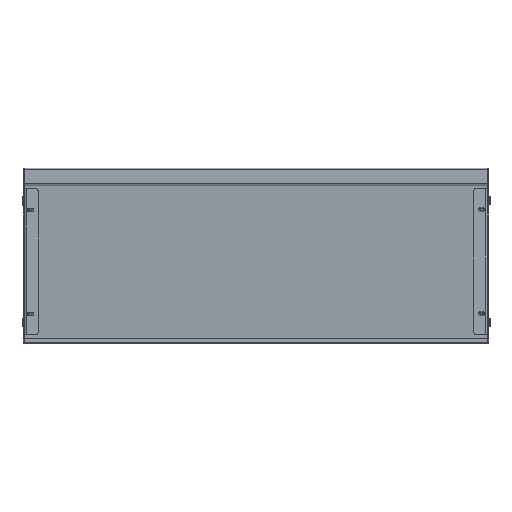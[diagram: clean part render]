
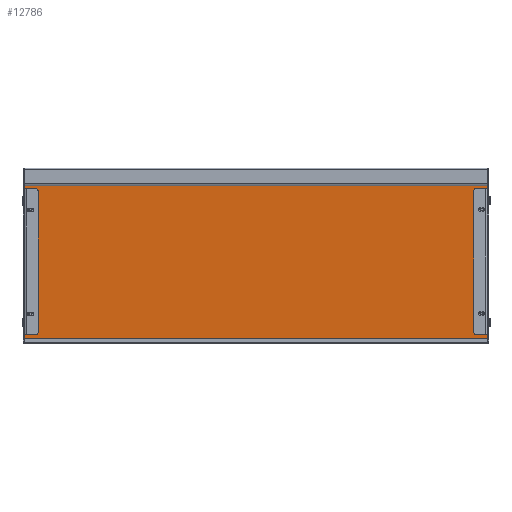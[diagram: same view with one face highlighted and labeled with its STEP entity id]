
A CAD part, front view. The second image highlights one B-rep face of the part: STEP entity #12786.
In plain terms, the highlighted planar face has unit normal (0, -0.998, -0.063).
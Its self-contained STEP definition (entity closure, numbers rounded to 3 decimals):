
#240 = DIRECTION ( 'NONE',  ( 0., -0.063, 0.998 ) ) ;
#287 = EDGE_CURVE ( 'NONE', #2354, #6867, #7743, .T. ) ;
#1442 = DIRECTION ( 'NONE',  ( 0., 0.063, -0.998 ) ) ;
#1805 = DIRECTION ( 'NONE',  ( 0., -0.998, -0.063 ) ) ;
#2354 = VERTEX_POINT ( 'NONE', #6777 ) ;
#2866 = PLANE ( 'NONE',  #7358 ) ;
#3314 = ORIENTED_EDGE ( 'NONE', *, *, #3318, .F. ) ;
#3318 = EDGE_CURVE ( 'NONE', #5909, #2354, #7869, .T. ) ;
#3403 = ORIENTED_EDGE ( 'NONE', *, *, #8276, .F. ) ;
#3783 = EDGE_LOOP ( 'NONE', ( #8638, #3314, #7043, #3403 ) ) ;
#4380 = CARTESIAN_POINT ( 'NONE',  ( -401.5, 18.097, -1.5 ) ) ;
#4551 = CARTESIAN_POINT ( 'NONE',  ( 401.5, 36.972, -300.68 ) ) ;
#4658 = CARTESIAN_POINT ( 'NONE',  ( 401.5, 37.174, -303.88 ) ) ;
#4914 = VECTOR ( 'NONE', #240, 1000. ) ;
#5616 = CARTESIAN_POINT ( 'NONE',  ( 401.5, 36.972, -300.68 ) ) ;
#5909 = VERTEX_POINT ( 'NONE', #4551 ) ;
#5992 = VECTOR ( 'NONE', #1442, 1000. ) ;
#6066 = DIRECTION ( 'NONE',  ( 0., 0.063, -0.998 ) ) ;
#6307 = CARTESIAN_POINT ( 'NONE',  ( 401.5, 18.192, -2.999 ) ) ;
#6777 = CARTESIAN_POINT ( 'NONE',  ( -401.5, 36.972, -300.68 ) ) ;
#6867 = VERTEX_POINT ( 'NONE', #9673 ) ;
#7043 = ORIENTED_EDGE ( 'NONE', *, *, #9598, .F. ) ;
#7358 = AXIS2_PLACEMENT_3D ( 'NONE', #11461, #1805, #6066 ) ;
#7684 = CARTESIAN_POINT ( 'NONE',  ( -401.5, 18.192, -2.999 ) ) ;
#7743 = LINE ( 'NONE', #4380, #4914 ) ;
#7820 = LINE ( 'NONE', #4658, #5992 ) ;
#7869 = LINE ( 'NONE', #5616, #9194 ) ;
#8276 = EDGE_CURVE ( 'NONE', #6867, #10384, #10811, .T. ) ;
#8638 = ORIENTED_EDGE ( 'NONE', *, *, #287, .F. ) ;
#8670 = DIRECTION ( 'NONE',  ( 1., 0., 0. ) ) ;
#9194 = VECTOR ( 'NONE', #12197, 1000. ) ;
#9598 = EDGE_CURVE ( 'NONE', #10384, #5909, #7820, .T. ) ;
#9673 = CARTESIAN_POINT ( 'NONE',  ( -401.5, 18.192, -2.999 ) ) ;
#10384 = VERTEX_POINT ( 'NONE', #6307 ) ;
#10390 = FACE_OUTER_BOUND ( 'NONE', #3783, .T. ) ;
#10811 = LINE ( 'NONE', #7684, #12523 ) ;
#11461 = CARTESIAN_POINT ( 'NONE',  ( 0., 17.925, 1.226 ) ) ;
#12197 = DIRECTION ( 'NONE',  ( -1., 0., 0. ) ) ;
#12523 = VECTOR ( 'NONE', #8670, 1000. ) ;
#12786 = ADVANCED_FACE ( 'NONE', ( #10390 ), #2866, .T. ) ;
